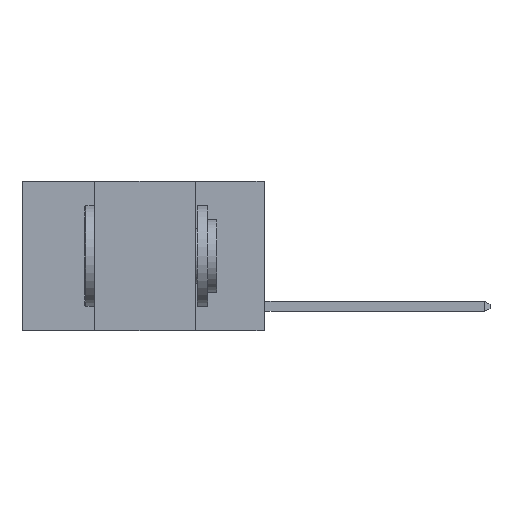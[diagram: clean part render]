
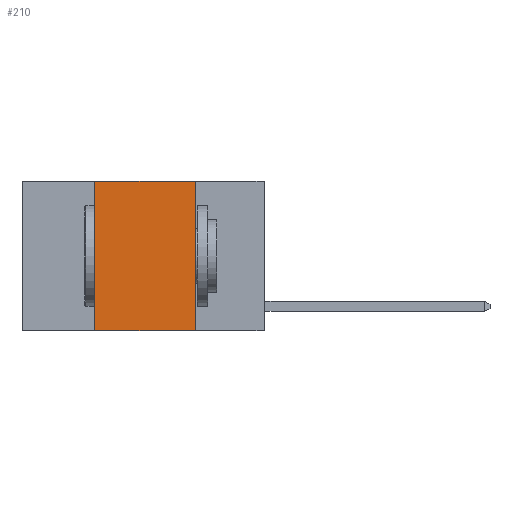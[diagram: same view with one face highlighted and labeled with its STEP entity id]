
A CAD part, left-side view. The second image highlights one B-rep face of the part: STEP entity #210.
In plain terms, the highlighted planar face has unit normal (-1, 0, 0).
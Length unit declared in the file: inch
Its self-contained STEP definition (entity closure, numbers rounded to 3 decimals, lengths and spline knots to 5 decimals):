
#137 = LINE ( 'NONE', #5228, #8581 ) ;
#210 = ADVANCED_FACE ( 'NONE', ( #2295 ), #5633, .F. ) ;
#345 = VERTEX_POINT ( 'NONE', #9157 ) ;
#503 = LINE ( 'NONE', #4231, #2535 ) ;
#1159 = LINE ( 'NONE', #10325, #9706 ) ;
#1191 = EDGE_CURVE ( 'NONE', #5569, #1602, #1159, .T. ) ;
#1346 = CARTESIAN_POINT ( 'NONE',  ( 0., 0.17, 0. ) ) ;
#1602 = VERTEX_POINT ( 'NONE', #5395 ) ;
#1816 = VECTOR ( 'NONE', #2666, 39.37008 ) ;
#2011 = CARTESIAN_POINT ( 'NONE',  ( 0., 0.6, 0. ) ) ;
#2295 = FACE_OUTER_BOUND ( 'NONE', #3167, .T. ) ;
#2392 = EDGE_CURVE ( 'NONE', #5569, #345, #4088, .T. ) ;
#2535 = VECTOR ( 'NONE', #3412, 39.37008 ) ;
#2666 = DIRECTION ( 'NONE',  ( 0., -1., 0. ) ) ;
#3167 = EDGE_LOOP ( 'NONE', ( #4346, #4355, #4365, #4409 ) ) ;
#3412 = DIRECTION ( 'NONE',  ( 0., -1., 0. ) ) ;
#4067 = EDGE_CURVE ( 'NONE', #4908, #345, #137, .T. ) ;
#4088 = LINE ( 'NONE', #6865, #1816 ) ;
#4231 = CARTESIAN_POINT ( 'NONE',  ( 0., 0.6, 0. ) ) ;
#4346 = ORIENTED_EDGE ( 'NONE', *, *, #4067, .F. ) ;
#4355 = ORIENTED_EDGE ( 'NONE', *, *, #6333, .F. ) ;
#4365 = ORIENTED_EDGE ( 'NONE', *, *, #1191, .F. ) ;
#4409 = ORIENTED_EDGE ( 'NONE', *, *, #2392, .T. ) ;
#4530 = DIRECTION ( 'NONE',  ( 0., 0., -1. ) ) ;
#4908 = VERTEX_POINT ( 'NONE', #1346 ) ;
#5228 = CARTESIAN_POINT ( 'NONE',  ( 0., 0.17, 0. ) ) ;
#5395 = CARTESIAN_POINT ( 'NONE',  ( 0., 0.42, 0. ) ) ;
#5569 = VERTEX_POINT ( 'NONE', #9523 ) ;
#5633 = PLANE ( 'NONE',  #8685 ) ;
#6269 = DIRECTION ( 'NONE',  ( 0., 0., -1. ) ) ;
#6333 = EDGE_CURVE ( 'NONE', #1602, #4908, #503, .T. ) ;
#6865 = CARTESIAN_POINT ( 'NONE',  ( 0., 0.6, -0.37 ) ) ;
#7607 = DIRECTION ( 'NONE',  ( 1., 0., 0. ) ) ;
#8581 = VECTOR ( 'NONE', #4530, 39.37008 ) ;
#8685 = AXIS2_PLACEMENT_3D ( 'NONE', #2011, #7607, #6269 ) ;
#9157 = CARTESIAN_POINT ( 'NONE',  ( 0., 0.17, -0.37 ) ) ;
#9523 = CARTESIAN_POINT ( 'NONE',  ( 0., 0.42, -0.37 ) ) ;
#9706 = VECTOR ( 'NONE', #10351, 39.37008 ) ;
#10325 = CARTESIAN_POINT ( 'NONE',  ( 0., 0.42, 0. ) ) ;
#10351 = DIRECTION ( 'NONE',  ( 0., 0., 1. ) ) ;
